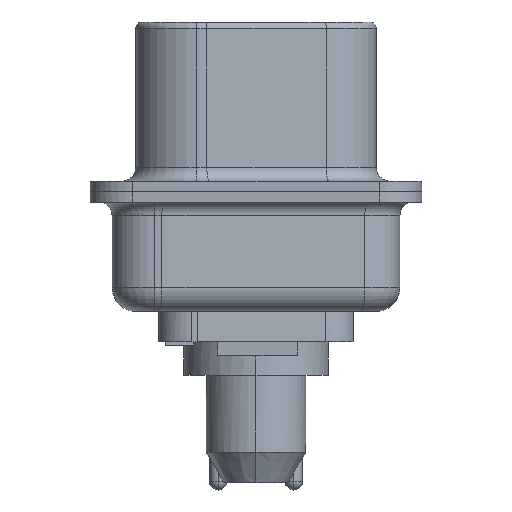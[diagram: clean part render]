
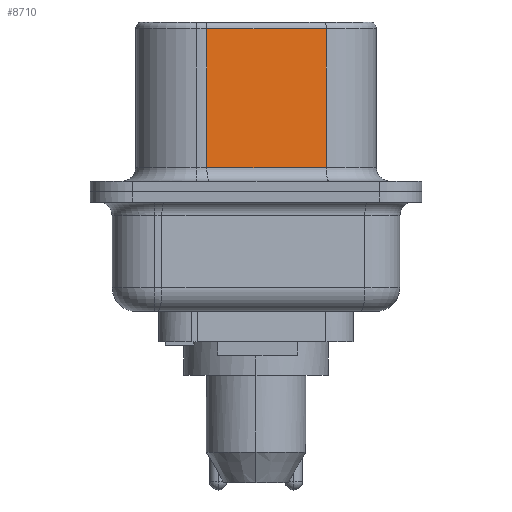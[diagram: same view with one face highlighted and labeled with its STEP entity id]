
A CAD part, left-side view. The second image highlights one B-rep face of the part: STEP entity #8710.
In plain terms, the highlighted planar face has unit normal (-0.985, -0.174, 0).
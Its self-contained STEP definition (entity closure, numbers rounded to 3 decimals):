
#8690=AXIS2_PLACEMENT_3D('Plane Axis2P3D',#8687,#8688,#8689) ;
#7886=CARTESIAN_POINT('Vertex',(-12.624,1.851,6.134)) ;
#7917=CARTESIAN_POINT('Vertex',(-11.831,-2.645,6.134)) ;
#7920=CARTESIAN_POINT('Line Origine',(-11.253,-5.921,6.134)) ;
#8665=CARTESIAN_POINT('Vertex',(-12.624,1.851,0.902)) ;
#8668=CARTESIAN_POINT('Line Origine',(-12.624,1.851,6.388)) ;
#8687=CARTESIAN_POINT('Axis2P3D Location',(-11.831,-2.645,6.388)) ;
#8692=CARTESIAN_POINT('Line Origine',(-11.831,-2.645,3.518)) ;
#8696=CARTESIAN_POINT('Vertex',(-11.831,-2.645,0.902)) ;
#8699=CARTESIAN_POINT('Line Origine',(-12.227,-0.397,0.902)) ;
#7921=DIRECTION('Vector Direction',(0.174,-0.985,0.)) ;
#8669=DIRECTION('Vector Direction',(0.,0.,-1.)) ;
#8688=DIRECTION('Axis2P3D Direction',(0.985,0.174,0.)) ;
#8689=DIRECTION('Axis2P3D XDirection',(-0.174,0.985,0.)) ;
#8693=DIRECTION('Vector Direction',(0.,0.,-1.)) ;
#8700=DIRECTION('Vector Direction',(0.174,-0.985,0.)) ;
#7922=VECTOR('Line Direction',#7921,1.) ;
#8670=VECTOR('Line Direction',#8669,1.) ;
#8694=VECTOR('Line Direction',#8693,1.) ;
#8701=VECTOR('Line Direction',#8700,1.) ;
#8705=ORIENTED_EDGE('',*,*,#8698,.F.) ;
#8706=ORIENTED_EDGE('',*,*,#7924,.T.) ;
#8707=ORIENTED_EDGE('',*,*,#8672,.T.) ;
#8708=ORIENTED_EDGE('',*,*,#8703,.T.) ;
#8710=ADVANCED_FACE('',(#8709),#8691,.F.) ;
#7924=EDGE_CURVE('',#7918,#7887,#7923,.F.) ;
#8672=EDGE_CURVE('',#7887,#8666,#8671,.T.) ;
#8698=EDGE_CURVE('',#7918,#8697,#8695,.T.) ;
#8703=EDGE_CURVE('',#8666,#8697,#8702,.T.) ;
#8704=EDGE_LOOP('',(#8705,#8706,#8707,#8708)) ;
#8709=FACE_OUTER_BOUND('',#8704,.T.) ;
#7923=LINE('Line',#7920,#7922) ;
#8671=LINE('Line',#8668,#8670) ;
#8695=LINE('Line',#8692,#8694) ;
#8702=LINE('Line',#8699,#8701) ;
#8691=PLANE('Plane',#8690) ;
#7887=VERTEX_POINT('',#7886) ;
#7918=VERTEX_POINT('',#7917) ;
#8666=VERTEX_POINT('',#8665) ;
#8697=VERTEX_POINT('',#8696) ;
